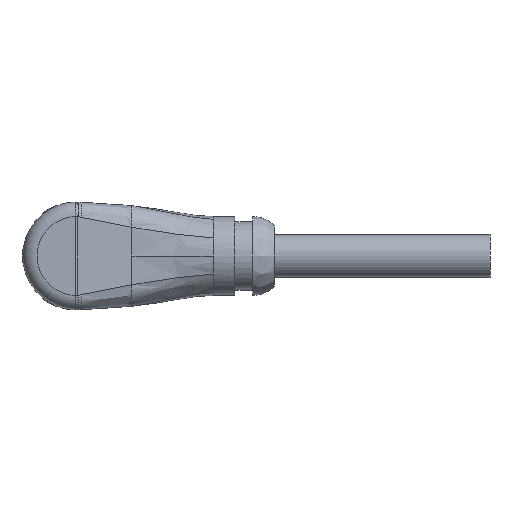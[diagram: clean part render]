
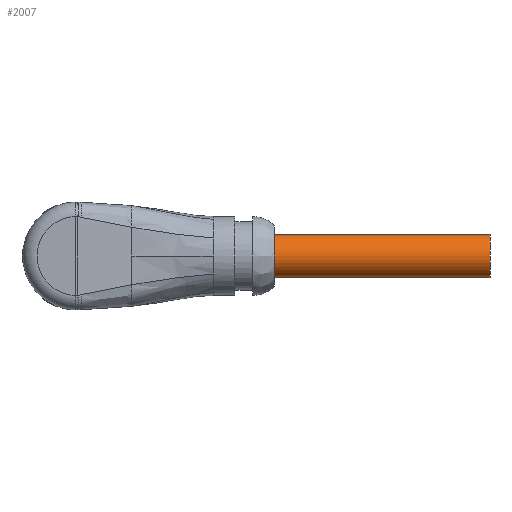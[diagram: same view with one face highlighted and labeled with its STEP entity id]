
A CAD part, front view. The second image highlights one B-rep face of the part: STEP entity #2007.
In plain terms, the highlighted cylindrical face has radius 3 mm (diameter 6 mm), a full revolution.
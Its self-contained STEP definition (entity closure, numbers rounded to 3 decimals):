
#177=CIRCLE('',#7243,3.);
#241=CIRCLE('',#7477,3.);
#2007=ADVANCED_FACE('',(#2228,#2229),#2108,.T.);
#2108=CYLINDRICAL_SURFACE('',#7478,3.);
#2228=FACE_BOUND('',#2687,.T.);
#2229=FACE_BOUND('',#2688,.T.);
#2687=EDGE_LOOP('',(#4759));
#2688=EDGE_LOOP('',(#4760));
#4759=ORIENTED_EDGE('',*,*,#6499,.F.);
#4760=ORIENTED_EDGE('',*,*,#5920,.T.);
#5089=VERTEX_POINT('',#12303);
#5463=VERTEX_POINT('',#19718);
#5920=EDGE_CURVE('',#5089,#5089,#177,.T.);
#6499=EDGE_CURVE('',#5463,#5463,#241,.T.);
#7243=AXIS2_PLACEMENT_3D('',#12302,#8090,#8091);
#7477=AXIS2_PLACEMENT_3D('',#19717,#8841,#8842);
#7478=AXIS2_PLACEMENT_3D('',#19719,#8843,#8844);
#8090=DIRECTION('',(1.,0.,0.));
#8091=DIRECTION('',(0.,1.,0.));
#8841=DIRECTION('',(1.,0.,0.));
#8842=DIRECTION('',(0.,1.,0.));
#8843=DIRECTION('',(-1.,0.,0.));
#8844=DIRECTION('',(0.,0.,1.));
#12302=CARTESIAN_POINT('',(27.5,-13.9,0.));
#12303=CARTESIAN_POINT('',(27.5,-10.9,0.));
#19717=CARTESIAN_POINT('',(57.5,-13.9,0.));
#19718=CARTESIAN_POINT('',(57.5,-10.9,0.));
#19719=CARTESIAN_POINT('',(57.5,-13.9,0.));
